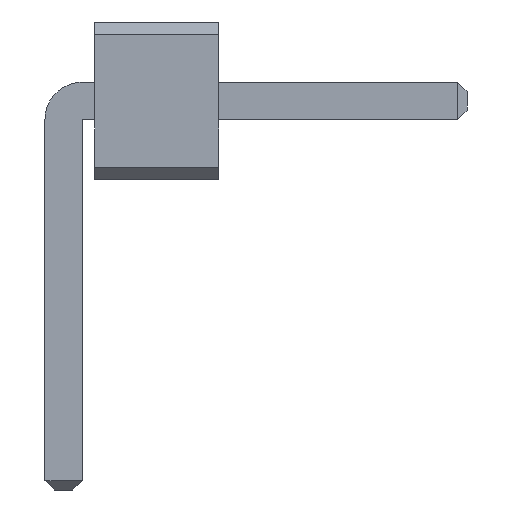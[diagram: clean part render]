
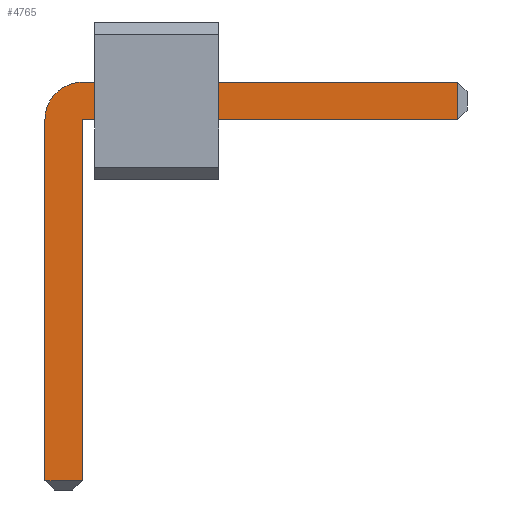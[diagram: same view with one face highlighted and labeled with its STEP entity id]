
A CAD part, front view. The second image highlights one B-rep face of the part: STEP entity #4765.
In plain terms, the highlighted planar face has unit normal (0, -1, 0).
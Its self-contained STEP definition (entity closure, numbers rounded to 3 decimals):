
#13=DIRECTION('',(0.,0.,1.));
#2164=VECTOR('',#13,1.);
#4536=DIRECTION('',(0.,0.,-1.));
#4568=VECTOR('',#4569,1.);
#4569=DIRECTION('',(1.,0.,0.));
#4575=VECTOR('',#4536,1.);
#4582=VECTOR('',#4583,1.);
#4583=DIRECTION('',(-1.,0.,0.));
#4604=DIRECTION('',(-0.,1.,0.));
#4608=DIRECTION('',(0.,1.,0.));
#4609=DIRECTION('',(0.,0.,1.));
#4616=VERTEX_POINT('',#4617);
#4617=CARTESIAN_POINT('',(0.15,-36.15,0.785));
#4619=ORIENTED_EDGE('',*,*,#4620,.T.);
#4620=EDGE_CURVE('',#4616,#4621,#4623,.T.);
#4621=VERTEX_POINT('',#4622);
#4622=CARTESIAN_POINT('',(3.175,-36.15,0.785));
#4623=LINE('',#4624,#4568);
#4624=CARTESIAN_POINT('',(-0.15,-36.15,0.785));
#4661=EDGE_CURVE('',#4662,#4616,#4664,.T.);
#4662=VERTEX_POINT('',#4663);
#4663=CARTESIAN_POINT('',(-0.15,-36.15,0.485));
#4664=CIRCLE('',#4665,0.3);
#4665=AXIS2_PLACEMENT_3D('',#4666,#4604,#4536);
#4666=CARTESIAN_POINT('',(0.15,-36.15,0.485));
#4678=VERTEX_POINT('',#4679);
#4679=CARTESIAN_POINT('',(3.175,-36.15,0.485));
#4681=ORIENTED_EDGE('',*,*,#4682,.T.);
#4682=EDGE_CURVE('',#4678,#4683,#4684,.T.);
#4683=VERTEX_POINT('',#4666);
#4684=LINE('',#4685,#4582);
#4685=CARTESIAN_POINT('',(3.25,-36.15,0.485));
#4697=VERTEX_POINT('',#4698);
#4698=CARTESIAN_POINT('',(-0.15,-36.15,-2.425));
#4700=ORIENTED_EDGE('',*,*,#4701,.T.);
#4701=EDGE_CURVE('',#4697,#4662,#4702,.T.);
#4702=LINE('',#4703,#2164);
#4703=CARTESIAN_POINT('',(-0.15,-36.15,-2.5));
#4711=ORIENTED_EDGE('',*,*,#4712,.T.);
#4712=EDGE_CURVE('',#4683,#4713,#4715,.T.);
#4713=VERTEX_POINT('',#4714);
#4714=CARTESIAN_POINT('',(0.15,-36.15,-2.425));
#4715=LINE('',#4666,#4575);
#4765=ADVANCED_FACE('',(#4766),#4775,.F.);
#4766=FACE_BOUND('',#4767,.F.);
#4767=EDGE_LOOP('',(#4619,#4768,#4681,#4711,#4771,#4700,#4774));
#4768=ORIENTED_EDGE('',*,*,#4769,.T.);
#4769=EDGE_CURVE('',#4621,#4678,#4770,.T.);
#4770=LINE('',#4622,#4575);
#4771=ORIENTED_EDGE('',*,*,#4772,.T.);
#4772=EDGE_CURVE('',#4713,#4697,#4773,.T.);
#4773=LINE('',#4714,#4582);
#4774=ORIENTED_EDGE('',*,*,#4661,.T.);
#4775=PLANE('',#4776);
#4776=AXIS2_PLACEMENT_3D('',#4777,#4608,#4609);
#4777=CARTESIAN_POINT('',(0.858,-36.15,-0.165));
